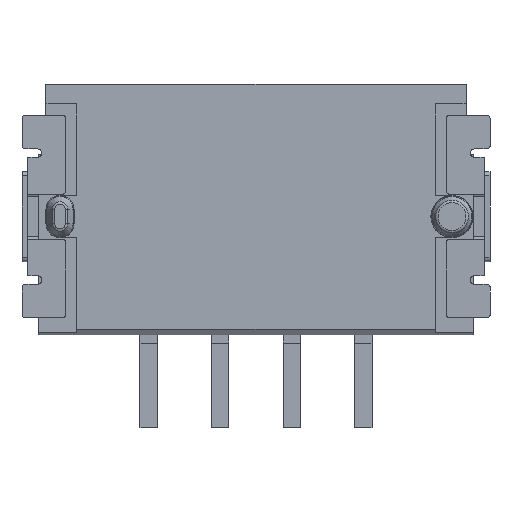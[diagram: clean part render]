
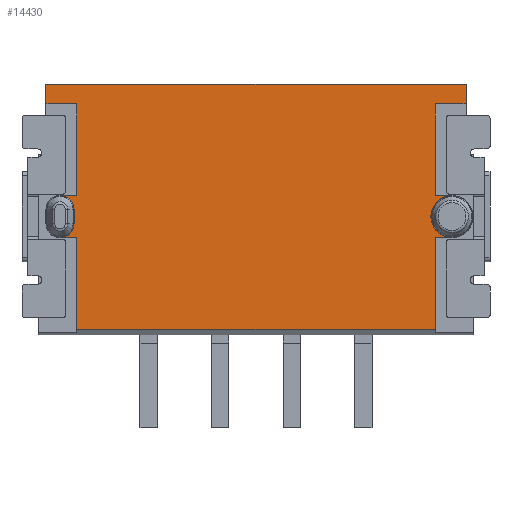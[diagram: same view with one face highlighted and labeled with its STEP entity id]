
A CAD part, front view. The second image highlights one B-rep face of the part: STEP entity #14430.
In plain terms, the highlighted planar face has unit normal (0, -1, 0).
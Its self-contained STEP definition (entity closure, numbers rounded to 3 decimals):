
#81=CIRCLE('',#15140,0.75);
#90=CIRCLE('',#15155,0.5);
#91=CIRCLE('',#15156,0.5);
#932=PLANE('',#15154);
#1562=FACE_OUTER_BOUND('',#2370,.T.);
#2370=EDGE_LOOP('',(#11246,#11247,#11248,#11249,#11250,#11251,#11252,#11253,
#11254,#11255,#11256,#11257,#11258,#11259,#11260,#11261,#11262,#11263));
#3373=LINE('',#22772,#4860);
#3378=LINE('',#22802,#4865);
#3379=LINE('',#22804,#4866);
#3380=LINE('',#22805,#4867);
#3381=LINE('',#22807,#4868);
#3382=LINE('',#22809,#4869);
#3383=LINE('',#22811,#4870);
#3384=LINE('',#22813,#4871);
#3385=LINE('',#22815,#4872);
#3386=LINE('',#22817,#4873);
#3387=LINE('',#22819,#4874);
#3388=LINE('',#22821,#4875);
#3389=LINE('',#22825,#4876);
#3390=LINE('',#22829,#4877);
#3391=LINE('',#22830,#4878);
#4860=VECTOR('',#16510,0.6);
#4865=VECTOR('',#16547,12.72);
#4866=VECTOR('',#16548,3.25);
#4867=VECTOR('',#16549,0.6);
#4868=VECTOR('',#16550,3.25);
#4869=VECTOR('',#16551,1.1);
#4870=VECTOR('',#16552,0.7);
#4871=VECTOR('',#16553,14.92);
#4872=VECTOR('',#16554,0.7);
#4873=VECTOR('',#16555,1.1);
#4874=VECTOR('',#16556,3.25);
#4875=VECTOR('',#16557,0.6);
#4876=VECTOR('',#16560,0.5);
#4877=VECTOR('',#16563,0.6);
#4878=VECTOR('',#16564,3.25);
#6698=VERTEX_POINT('',#22768);
#6699=VERTEX_POINT('',#22770);
#6700=VERTEX_POINT('',#22774);
#6707=VERTEX_POINT('',#22800);
#6708=VERTEX_POINT('',#22801);
#6709=VERTEX_POINT('',#22803);
#6710=VERTEX_POINT('',#22806);
#6711=VERTEX_POINT('',#22808);
#6712=VERTEX_POINT('',#22810);
#6713=VERTEX_POINT('',#22812);
#6714=VERTEX_POINT('',#22814);
#6715=VERTEX_POINT('',#22816);
#6716=VERTEX_POINT('',#22818);
#6717=VERTEX_POINT('',#22820);
#6718=VERTEX_POINT('',#22822);
#6719=VERTEX_POINT('',#22824);
#6720=VERTEX_POINT('',#22826);
#6721=VERTEX_POINT('',#22828);
#8358=EDGE_CURVE('',#6699,#6698,#3373,.T.);
#8359=EDGE_CURVE('',#6700,#6698,#81,.T.);
#8372=EDGE_CURVE('',#6707,#6708,#3378,.T.);
#8373=EDGE_CURVE('',#6708,#6709,#3379,.T.);
#8374=EDGE_CURVE('',#6700,#6709,#3380,.T.);
#8375=EDGE_CURVE('',#6699,#6710,#3381,.T.);
#8376=EDGE_CURVE('',#6710,#6711,#3382,.T.);
#8377=EDGE_CURVE('',#6711,#6712,#3383,.T.);
#8378=EDGE_CURVE('',#6712,#6713,#3384,.T.);
#8379=EDGE_CURVE('',#6714,#6713,#3385,.T.);
#8380=EDGE_CURVE('',#6715,#6714,#3386,.T.);
#8381=EDGE_CURVE('',#6716,#6715,#3387,.T.);
#8382=EDGE_CURVE('',#6717,#6716,#3388,.T.);
#8383=EDGE_CURVE('',#6717,#6718,#90,.T.);
#8384=EDGE_CURVE('',#6719,#6718,#3389,.T.);
#8385=EDGE_CURVE('',#6719,#6720,#91,.T.);
#8386=EDGE_CURVE('',#6721,#6720,#3390,.T.);
#8387=EDGE_CURVE('',#6707,#6721,#3391,.T.);
#11246=ORIENTED_EDGE('',*,*,#8372,.T.);
#11247=ORIENTED_EDGE('',*,*,#8373,.T.);
#11248=ORIENTED_EDGE('',*,*,#8374,.F.);
#11249=ORIENTED_EDGE('',*,*,#8359,.T.);
#11250=ORIENTED_EDGE('',*,*,#8358,.F.);
#11251=ORIENTED_EDGE('',*,*,#8375,.T.);
#11252=ORIENTED_EDGE('',*,*,#8376,.T.);
#11253=ORIENTED_EDGE('',*,*,#8377,.T.);
#11254=ORIENTED_EDGE('',*,*,#8378,.T.);
#11255=ORIENTED_EDGE('',*,*,#8379,.F.);
#11256=ORIENTED_EDGE('',*,*,#8380,.F.);
#11257=ORIENTED_EDGE('',*,*,#8381,.F.);
#11258=ORIENTED_EDGE('',*,*,#8382,.F.);
#11259=ORIENTED_EDGE('',*,*,#8383,.T.);
#11260=ORIENTED_EDGE('',*,*,#8384,.F.);
#11261=ORIENTED_EDGE('',*,*,#8385,.T.);
#11262=ORIENTED_EDGE('',*,*,#8386,.F.);
#11263=ORIENTED_EDGE('',*,*,#8387,.F.);
#14430=ADVANCED_FACE('',(#1562),#932,.F.);
#15140=AXIS2_PLACEMENT_3D('',#22775,#16513,#16514);
#15154=AXIS2_PLACEMENT_3D('',#22799,#16545,#16546);
#15155=AXIS2_PLACEMENT_3D('',#22823,#16558,#16559);
#15156=AXIS2_PLACEMENT_3D('',#22827,#16561,#16562);
#16510=DIRECTION('',(1.,0.,0.));
#16513=DIRECTION('center_axis',(0.,1.,0.));
#16514=DIRECTION('ref_axis',(0.,0.,-1.));
#16545=DIRECTION('center_axis',(0.,1.,0.));
#16546=DIRECTION('ref_axis',(0.,0.,1.));
#16547=DIRECTION('',(1.,0.,0.));
#16548=DIRECTION('',(0.,0.,1.));
#16549=DIRECTION('',(-1.,0.,0.));
#16550=DIRECTION('',(0.,0.,1.));
#16551=DIRECTION('',(1.,0.,0.));
#16552=DIRECTION('',(0.,0.,1.));
#16553=DIRECTION('',(-1.,0.,0.));
#16554=DIRECTION('',(0.,0.,1.));
#16555=DIRECTION('',(-1.,0.,0.));
#16556=DIRECTION('',(0.,0.,1.));
#16557=DIRECTION('',(1.,0.,0.));
#16558=DIRECTION('center_axis',(0.,1.,0.));
#16559=DIRECTION('ref_axis',(0.,0.,1.));
#16560=DIRECTION('',(0.,0.,1.));
#16561=DIRECTION('center_axis',(0.,1.,0.));
#16562=DIRECTION('ref_axis',(1.,0.,0.));
#16563=DIRECTION('',(-1.,0.,0.));
#16564=DIRECTION('',(0.,0.,1.));
#22768=CARTESIAN_POINT('',(6.96,-2.5,-3.95));
#22770=CARTESIAN_POINT('',(6.36,-2.5,-3.95));
#22772=CARTESIAN_POINT('',(6.36,-2.5,-3.95));
#22774=CARTESIAN_POINT('',(6.96,-2.5,-5.45));
#22775=CARTESIAN_POINT('Origin',(6.96,-2.5,-4.7));
#22799=CARTESIAN_POINT('Origin',(-7.71,-2.5,0.));
#22800=CARTESIAN_POINT('',(-6.36,-2.5,-8.7));
#22801=CARTESIAN_POINT('',(6.36,-2.5,-8.7));
#22802=CARTESIAN_POINT('',(-6.36,-2.5,-8.7));
#22803=CARTESIAN_POINT('',(6.36,-2.5,-5.45));
#22804=CARTESIAN_POINT('',(6.36,-2.5,-8.7));
#22805=CARTESIAN_POINT('',(6.96,-2.5,-5.45));
#22806=CARTESIAN_POINT('',(6.36,-2.5,-0.7));
#22807=CARTESIAN_POINT('',(6.36,-2.5,-3.95));
#22808=CARTESIAN_POINT('',(7.46,-2.5,-0.7));
#22809=CARTESIAN_POINT('',(6.36,-2.5,-0.7));
#22810=CARTESIAN_POINT('',(7.46,-2.5,0.));
#22811=CARTESIAN_POINT('',(7.46,-2.5,-0.7));
#22812=CARTESIAN_POINT('',(-7.46,-2.5,0.));
#22813=CARTESIAN_POINT('',(7.46,-2.5,0.));
#22814=CARTESIAN_POINT('',(-7.46,-2.5,-0.7));
#22815=CARTESIAN_POINT('',(-7.46,-2.5,-0.7));
#22816=CARTESIAN_POINT('',(-6.36,-2.5,-0.7));
#22817=CARTESIAN_POINT('',(-6.36,-2.5,-0.7));
#22818=CARTESIAN_POINT('',(-6.36,-2.5,-3.95));
#22819=CARTESIAN_POINT('',(-6.36,-2.5,-3.95));
#22820=CARTESIAN_POINT('',(-6.96,-2.5,-3.95));
#22821=CARTESIAN_POINT('',(-6.96,-2.5,-3.95));
#22822=CARTESIAN_POINT('',(-6.46,-2.5,-4.45));
#22823=CARTESIAN_POINT('Origin',(-6.96,-2.5,-4.45));
#22824=CARTESIAN_POINT('',(-6.46,-2.5,-4.95));
#22825=CARTESIAN_POINT('',(-6.46,-2.5,-4.95));
#22826=CARTESIAN_POINT('',(-6.96,-2.5,-5.45));
#22827=CARTESIAN_POINT('Origin',(-6.96,-2.5,-4.95));
#22828=CARTESIAN_POINT('',(-6.36,-2.5,-5.45));
#22829=CARTESIAN_POINT('',(-6.36,-2.5,-5.45));
#22830=CARTESIAN_POINT('',(-6.36,-2.5,-8.7));
